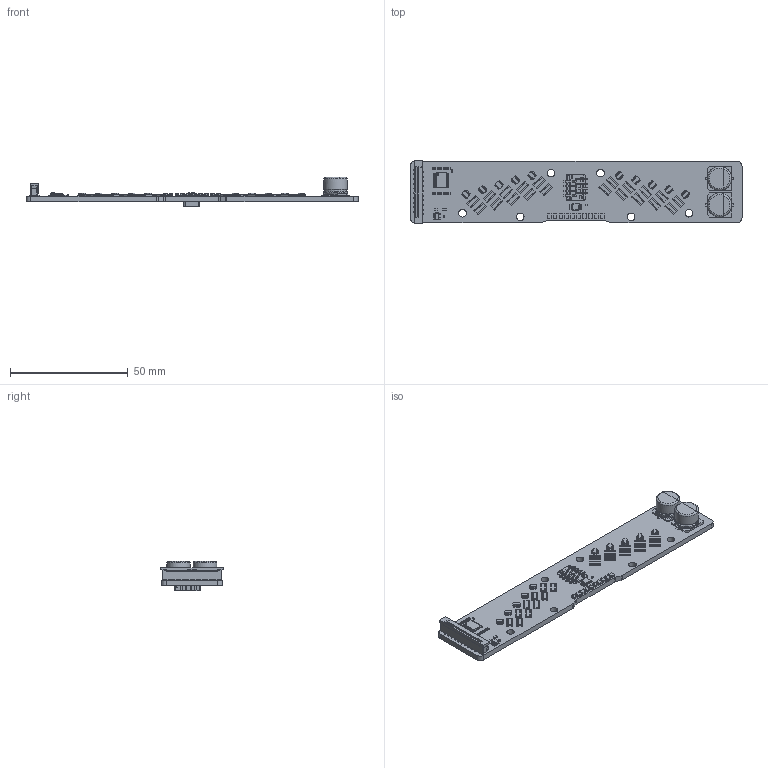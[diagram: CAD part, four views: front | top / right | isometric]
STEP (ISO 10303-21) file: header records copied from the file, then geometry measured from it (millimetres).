
FILE_DESCRIPTION(('KiCad electronic assembly'),'2;1');
FILE_NAME('LED_Module_E.step','2024-10-21T20:46:19',('Pcbnew'),('Kicad') ,'Open CASCADE STEP processor 7.7','KiCad to STEP converter','Unknown' );
FILE_SCHEMA(('AUTOMOTIVE_DESIGN { 1 0 10303 214 1 1 1 1 }'));
Length unit declared in the file: millimetre
Products named in the file (26): LED_Module_E 1; CP_Elec_10x7.9; CP_Elec_10x79; R_1020_2550Metric; C_0402_1005Metric; R_0603_1608Metric; XLamp XE-G; 2610-00144; R_0402_1005Metric; 009159008603906; TSOP-6_1.65x3.05mm_P0.95mm; TSOP_6_165x305mm_P095mm; SOT-23-5; SOT_23_5; SFW20S-2STE1LF; ISFW20S-2STLF; TSSOP-20_4.4x6.5mm_P0.65mm; TSSOP_20_44x65mm_P065mm; VSSOP-8_3.0x3.0mm_P0.65mm; VSSOP_8_30x30mm_P065mm; _autosave-LED_Module_E_PCB
Assembly tree (81 placements, depth 3):
  LED_Module_E 1
    CP_Elec_10x7.9  x2
      CP_Elec_10x79
    R_1020_2550Metric  x20
      R_1020_2550Metric
    C_0402_1005Metric  x3
      C_0402_1005Metric
    R_0603_1608Metric  x2
      R_0603_1608Metric
    XLamp XE-G  x10
      2610-00144
    R_0402_1005Metric  x16
      R_0402_1005Metric
    009159008603906
      009159008603906
    TSOP-6_1.65x3.05mm_P0.95mm  x10
      TSOP_6_165x305mm_P095mm
    SOT-23-5
      SOT_23_5
    SFW20S-2STE1LF
      ISFW20S-2STLF
    TSSOP-20_4.4x6.5mm_P0.65mm
      TSSOP_20_44x65mm_P065mm
    VSSOP-8_3.0x3.0mm_P0.65mm
      VSSOP_8_30x30mm_P065mm
    _autosave-LED_Module_E_PCB
Bounding box: 140.75 x 26.4 x 12.38 mm (x, y, z)
Volume: 10565.3 mm3; surface area: 12191.4 mm2
Topology: 167 solids, 167 shells, 4873 faces, 12542 edges, 8042 vertices
Faces by surface type: plane 3235, cylinder 1147, bspline 453, torus 28, revolution 10
Full cylindrical faces by diameter (mm): 0.1 x10, 0.25 x1, 0.5 x1, 0.75 x2, 3.2 x6, 10 x4
Entity records: 67506 total; most frequent: CARTESIAN_POINT 11652, ORIENTED_EDGE 10480, DIRECTION 9785, EDGE_CURVE 5240, LINE 4152, VECTOR 4152, VERTEX_POINT 3371, AXIS2_PLACEMENT_3D 2812
